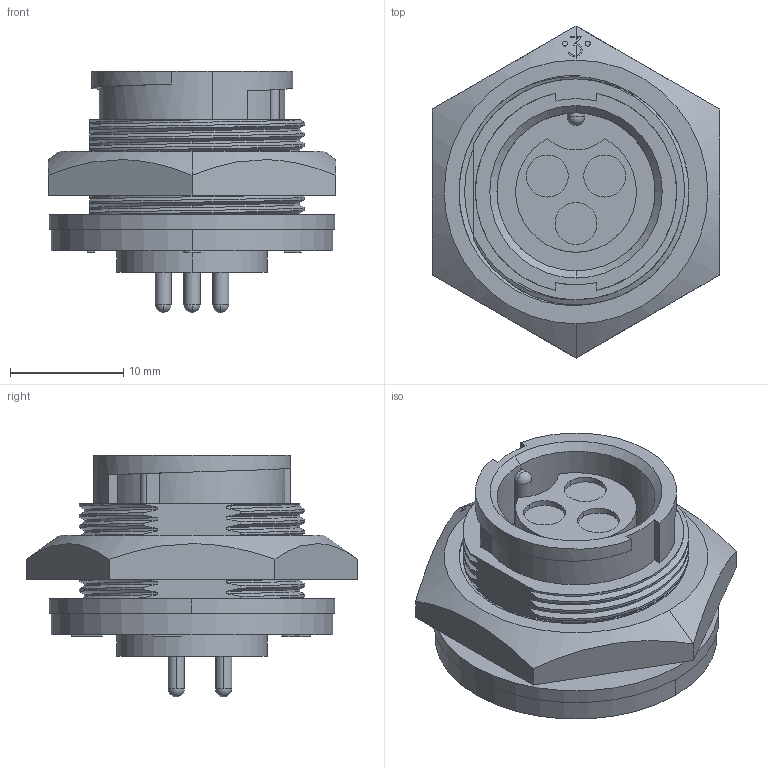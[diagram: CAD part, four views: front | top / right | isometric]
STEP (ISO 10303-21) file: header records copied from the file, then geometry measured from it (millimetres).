
FILE_DESCRIPTION (( 'STEP AP203' ), '1' );
FILE_NAME ('4181-3SG-3ES.STEP', '2015-11-12T17:36:50', ( '' ), ( '' ), 'SwSTEP 2.0', 'SolidWorks 2014', '' );
FILE_SCHEMA (( 'CONFIG_CONTROL_DESIGN' ));
Length unit declared in the file: inch
Products named in the file (2): 4181-3SG-3ES
Bounding box: 25.4 x 29.33 x 21.36 mm (x, y, z)
Volume: 5418 mm3; surface area: 4140.9 mm2
Topology: 2 solids, 2 shells, 346 faces, 964 edges, 637 vertices
Faces by surface type: bspline 147, plane 93, cylinder 85, cone 14, sphere 7
Entity records: 21371 total; most frequent: CARTESIAN_POINT 13811, ORIENTED_EDGE 1912, DIRECTION 964, EDGE_CURVE 956, VERTEX_POINT 636, B_SPLINE_CURVE_WITH_KNOTS 385, LINE 378, VECTOR 378
